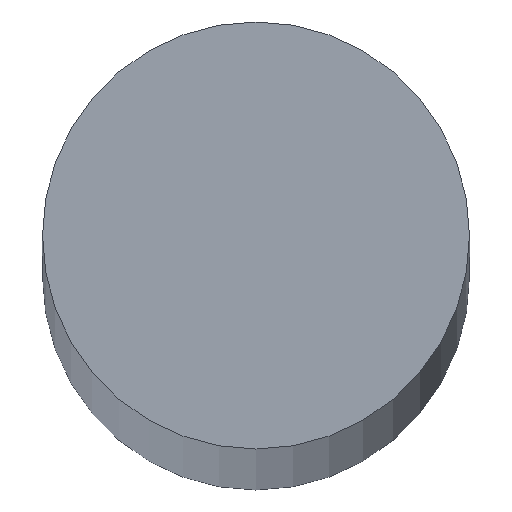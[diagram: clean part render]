
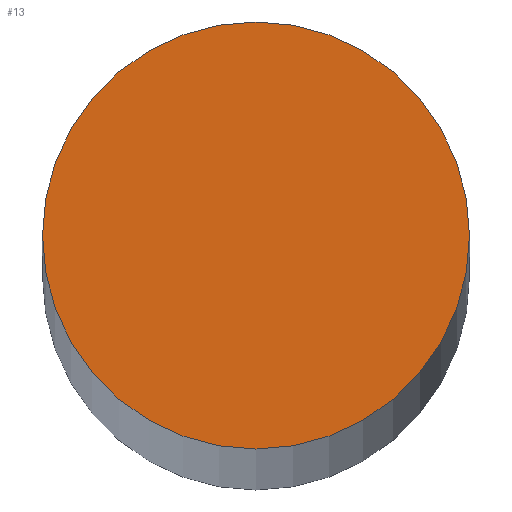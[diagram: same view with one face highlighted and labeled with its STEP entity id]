
A CAD part, top view. The second image highlights one B-rep face of the part: STEP entity #13.
In plain terms, the highlighted planar face has unit normal (0, 0, 1).
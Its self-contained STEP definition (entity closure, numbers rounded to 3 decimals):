
#4 = CIRCLE ( 'NONE', #37, 5. ) ;
#6 = CARTESIAN_POINT ( 'NONE',  ( 0., 0., 550. ) ) ;
#13 = ADVANCED_FACE ( 'NONE', ( #87 ), #96, .T. ) ;
#14 = CARTESIAN_POINT ( 'NONE',  ( 0., 0., 550. ) ) ;
#23 = DIRECTION ( 'NONE',  ( 1., 0., 0. ) ) ;
#27 = CIRCLE ( 'NONE', #109, 5. ) ;
#37 = AXIS2_PLACEMENT_3D ( 'NONE', #6, #99, #102 ) ;
#39 = VERTEX_POINT ( 'NONE', #54 ) ;
#45 = VERTEX_POINT ( 'NONE', #58 ) ;
#47 = DIRECTION ( 'NONE',  ( 0., 0., 1. ) ) ;
#54 = CARTESIAN_POINT ( 'NONE',  ( -5., 0., 550. ) ) ;
#58 = CARTESIAN_POINT ( 'NONE',  ( 5., 0., 550. ) ) ;
#63 = AXIS2_PLACEMENT_3D ( 'NONE', #14, #47, #65 ) ;
#65 = DIRECTION ( 'NONE',  ( 1., 0., 0. ) ) ;
#72 = EDGE_CURVE ( 'NONE', #45, #39, #4, .T. ) ;
#73 = CARTESIAN_POINT ( 'NONE',  ( 0., 0., 550. ) ) ;
#77 = EDGE_CURVE ( 'NONE', #39, #45, #27, .T. ) ;
#81 = ORIENTED_EDGE ( 'NONE', *, *, #77, .T. ) ;
#87 = FACE_OUTER_BOUND ( 'NONE', #91, .T. ) ;
#91 = EDGE_LOOP ( 'NONE', ( #81, #126 ) ) ;
#96 = PLANE ( 'NONE',  #63 ) ;
#99 = DIRECTION ( 'NONE',  ( 0., 0., 1. ) ) ;
#102 = DIRECTION ( 'NONE',  ( 1., 0., 0. ) ) ;
#109 = AXIS2_PLACEMENT_3D ( 'NONE', #73, #131, #23 ) ;
#126 = ORIENTED_EDGE ( 'NONE', *, *, #72, .T. ) ;
#131 = DIRECTION ( 'NONE',  ( 0., 0., 1. ) ) ;
